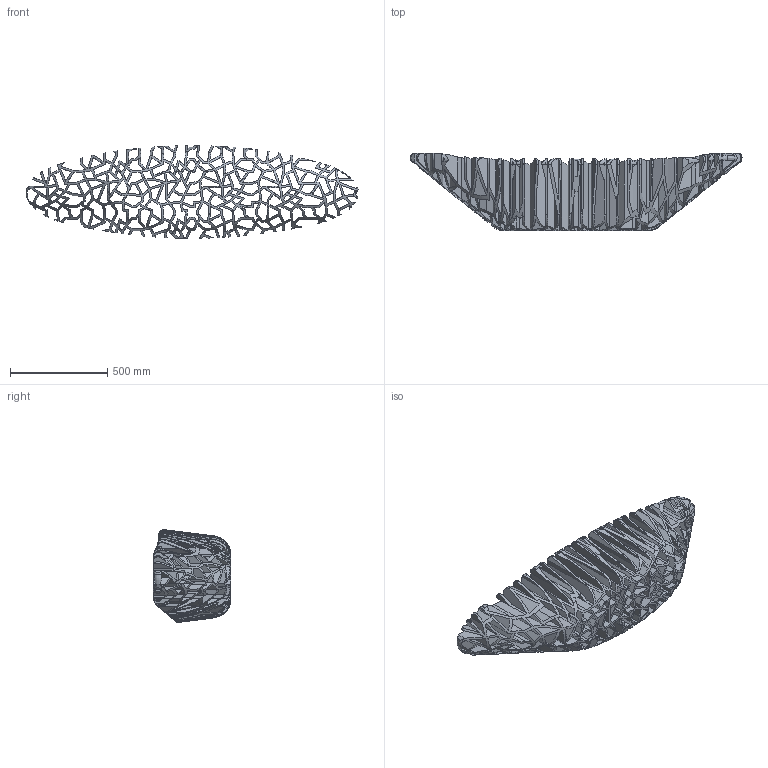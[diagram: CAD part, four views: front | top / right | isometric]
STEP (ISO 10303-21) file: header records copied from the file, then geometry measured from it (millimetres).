
FILE_DESCRIPTION(/* description */ (''),/* implementation_level */ '2;1');
FILE_NAME(/* name */ '76c83af2-a7f5-4fef-a8fb-b0cd5fc19b43.stp',/* time_stamp */ '2017-03-31T12:50:32+02:00',/* author */ (''),/* organization */ (''),/* preprocessor_version */ 'ST-DEVELOPER v16.5',/* originating_system */ 'Autodesk Translation Framework v5.2.0.2920',/* authorisation */ '');
FILE_SCHEMA (('AUTOMOTIVE_DESIGN { 1 0 10303 214 3 1 1 }'));
Products named in the file (2): Bank verheizt v2; Bank-Finale-Version
Assembly tree (1 placements, depth 2):
  Bank verheizt v2
    Bank-Finale-Version
Bounding box: 1705.28 x 400 x 476.16 mm (x, y, z)
Volume: 48823555.2 mm3; surface area: 9435724.3 mm2
Topology: 1 solids, 1 shells, 1235 faces, 4136 edges, 2771 vertices
Faces by surface type: plane 1143, bspline 90, cylinder 2
Entity records: 54086 total; most frequent: CARTESIAN_POINT 19066, ORIENTED_EDGE 8272, DIRECTION 6443, EDGE_CURVE 4136, VERTEX_POINT 2771, AXIS2_PLACEMENT_3D 2470, LINE 1503, VECTOR 1503
